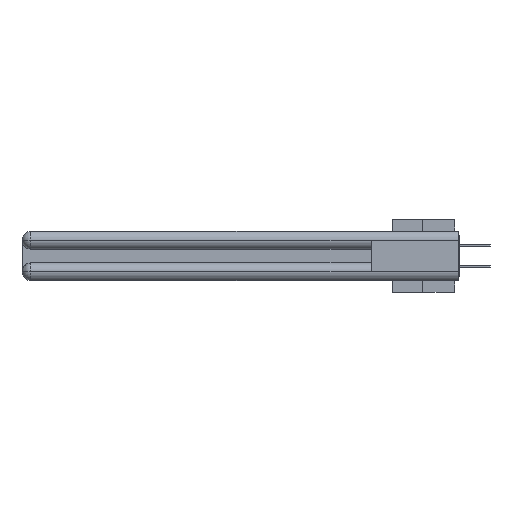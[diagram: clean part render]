
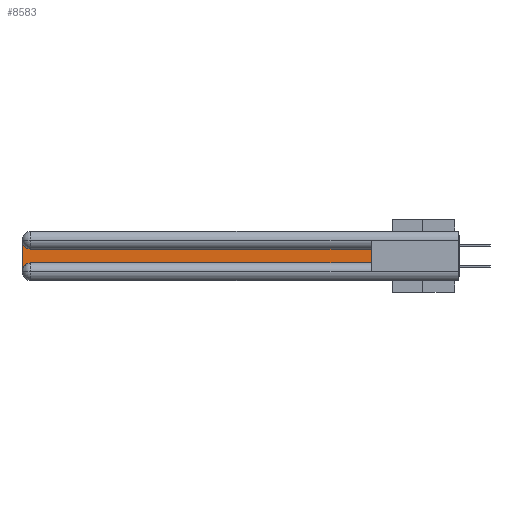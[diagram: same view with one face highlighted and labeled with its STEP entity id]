
A CAD part, left-side view. The second image highlights one B-rep face of the part: STEP entity #8583.
In plain terms, the highlighted planar face has unit normal (-1, 0, 0).
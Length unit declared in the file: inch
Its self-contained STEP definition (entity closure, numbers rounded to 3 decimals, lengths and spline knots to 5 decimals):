
#855 = ORIENTED_EDGE ( 'NONE', *, *, #32046, .T. ) ;
#1436 = EDGE_CURVE ( 'NONE', #36399, #7863, #14367, .T. ) ;
#2019 = CARTESIAN_POINT ( 'NONE',  ( 0.075, 3., -0.2175 ) ) ;
#2770 = VECTOR ( 'NONE', #24032, 39.37008 ) ;
#3307 = ORIENTED_EDGE ( 'NONE', *, *, #1436, .T. ) ;
#4083 = DIRECTION ( 'NONE',  ( 0., 0., -1. ) ) ;
#4132 = AXIS2_PLACEMENT_3D ( 'NONE', #36466, #21158, #33331 ) ;
#4683 = CARTESIAN_POINT ( 'NONE',  ( 0.075, 0.6, -0.2175 ) ) ;
#7222 = CARTESIAN_POINT ( 'NONE',  ( 0.075, 2.94, -0.2775 ) ) ;
#7609 = DIRECTION ( 'NONE',  ( 1., 0., 0. ) ) ;
#7667 = VERTEX_POINT ( 'NONE', #24171 ) ;
#7863 = VERTEX_POINT ( 'NONE', #15919 ) ;
#8477 = PLANE ( 'NONE',  #4132 ) ;
#8583 = ADVANCED_FACE ( 'NONE', ( #16069 ), #8477, .F. ) ;
#12109 = DIRECTION ( 'NONE',  ( 0., 0., -1. ) ) ;
#12365 = CARTESIAN_POINT ( 'NONE',  ( 0.075, 2.94, -0.0625 ) ) ;
#12841 = CARTESIAN_POINT ( 'NONE',  ( 0.075, 3., -0.2775 ) ) ;
#13889 = LINE ( 'NONE', #2019, #28521 ) ;
#14018 = DIRECTION ( 'NONE',  ( 0., 0., -1. ) ) ;
#14367 = LINE ( 'NONE', #28703, #35772 ) ;
#14494 = CARTESIAN_POINT ( 'NONE',  ( 0.075, 0.6, -0.1225 ) ) ;
#15919 = CARTESIAN_POINT ( 'NONE',  ( 0.075, 0.6, -0.2175 ) ) ;
#16069 = FACE_OUTER_BOUND ( 'NONE', #39126, .T. ) ;
#16119 = ORIENTED_EDGE ( 'NONE', *, *, #25814, .T. ) ;
#17911 = AXIS2_PLACEMENT_3D ( 'NONE', #12365, #37198, #12109 ) ;
#19448 = DIRECTION ( 'NONE',  ( 0., -1., 0. ) ) ;
#21158 = DIRECTION ( 'NONE',  ( 1., 0., 0. ) ) ;
#21625 = VECTOR ( 'NONE', #29563, 39.37008 ) ;
#21728 = EDGE_CURVE ( 'NONE', #7667, #33079, #26840, .T. ) ;
#22425 = ORIENTED_EDGE ( 'NONE', *, *, #24733, .T. ) ;
#22596 = LINE ( 'NONE', #4683, #21625 ) ;
#24011 = CARTESIAN_POINT ( 'NONE',  ( 0.075, 0.6, -0.1225 ) ) ;
#24032 = DIRECTION ( 'NONE',  ( 0., 1., 0. ) ) ;
#24171 = CARTESIAN_POINT ( 'NONE',  ( 0.075, 2.94, -0.1225 ) ) ;
#24733 = EDGE_CURVE ( 'NONE', #27564, #7667, #39740, .T. ) ;
#25132 = ORIENTED_EDGE ( 'NONE', *, *, #21728, .T. ) ;
#25814 = EDGE_CURVE ( 'NONE', #33079, #27818, #13889, .T. ) ;
#26800 = AXIS2_PLACEMENT_3D ( 'NONE', #7222, #7609, #4083 ) ;
#26840 = CIRCLE ( 'NONE', #17911, 0.06 ) ;
#27564 = VERTEX_POINT ( 'NONE', #24011 ) ;
#27818 = VERTEX_POINT ( 'NONE', #12841 ) ;
#27847 = CIRCLE ( 'NONE', #26800, 0.06 ) ;
#28521 = VECTOR ( 'NONE', #14018, 39.37008 ) ;
#28703 = CARTESIAN_POINT ( 'NONE',  ( 0.075, 0.6, -0.2175 ) ) ;
#29563 = DIRECTION ( 'NONE',  ( 0., 0., 1. ) ) ;
#32046 = EDGE_CURVE ( 'NONE', #27818, #36399, #27847, .T. ) ;
#32279 = ORIENTED_EDGE ( 'NONE', *, *, #39121, .T. ) ;
#33079 = VERTEX_POINT ( 'NONE', #39889 ) ;
#33331 = DIRECTION ( 'NONE',  ( 0., 0., -1. ) ) ;
#35772 = VECTOR ( 'NONE', #19448, 39.37008 ) ;
#36399 = VERTEX_POINT ( 'NONE', #37621 ) ;
#36466 = CARTESIAN_POINT ( 'NONE',  ( 0.075, 3., -0.1225 ) ) ;
#37198 = DIRECTION ( 'NONE',  ( 1., 0., 0. ) ) ;
#37621 = CARTESIAN_POINT ( 'NONE',  ( 0.075, 2.94, -0.2175 ) ) ;
#39121 = EDGE_CURVE ( 'NONE', #7863, #27564, #22596, .T. ) ;
#39126 = EDGE_LOOP ( 'NONE', ( #22425, #25132, #16119, #855, #3307, #32279 ) ) ;
#39740 = LINE ( 'NONE', #14494, #2770 ) ;
#39889 = CARTESIAN_POINT ( 'NONE',  ( 0.075, 3., -0.0625 ) ) ;
